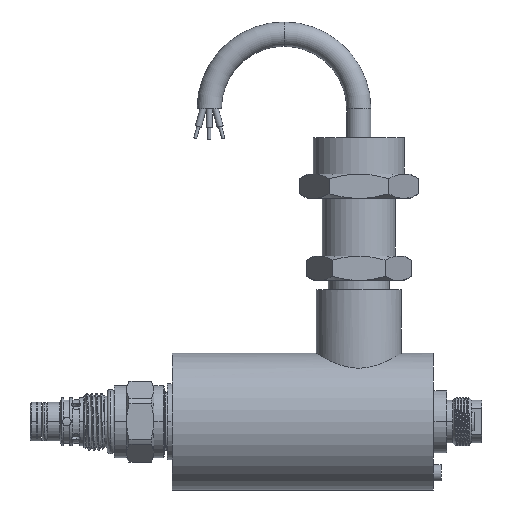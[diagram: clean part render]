
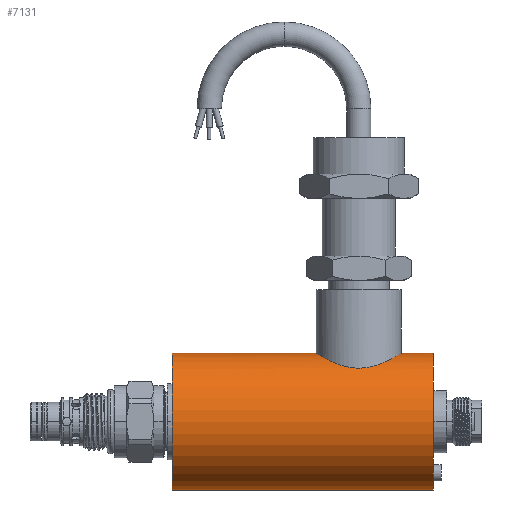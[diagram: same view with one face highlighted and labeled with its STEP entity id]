
A CAD part, front view. The second image highlights one B-rep face of the part: STEP entity #7131.
In plain terms, the highlighted cylindrical face has radius 22.5 mm (diameter 45 mm), a partial arc.
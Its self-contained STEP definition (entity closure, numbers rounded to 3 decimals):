
#53 = CARTESIAN_POINT ( 'NONE',  ( 15.5, 0., -22.5 ) ) ;
#126 = FACE_OUTER_BOUND ( 'NONE', #1040, .T. ) ;
#217 = ORIENTED_EDGE ( 'NONE', *, *, #8806, .F. ) ;
#764 = CARTESIAN_POINT ( 'NONE',  ( 82.026, -13.075, 18.313 ) ) ;
#1040 = EDGE_LOOP ( 'NONE', ( #4212, #6694, #217, #4059, #12027, #14407 ) ) ;
#1149 = CARTESIAN_POINT ( 'NONE',  ( 101.5, 0., -22.5 ) ) ;
#1205 = DIRECTION ( 'NONE',  ( 1., 0., 0. ) ) ;
#1814 = DIRECTION ( 'NONE',  ( -1., 0., 0. ) ) ;
#1902 = CARTESIAN_POINT ( 'NONE',  ( 85.541, -11.101, 19.573 ) ) ;
#1959 = CARTESIAN_POINT ( 'NONE',  ( 74.669, -13.813, 17.762 ) ) ;
#2008 = CARTESIAN_POINT ( 'NONE',  ( 85.185, -11.367, 19.42 ) ) ;
#2056 = CARTESIAN_POINT ( 'NONE',  ( 76.069, -13.977, 17.632 ) ) ;
#2373 = CIRCLE ( 'NONE', #2591, 22.5 ) ;
#2560 = CARTESIAN_POINT ( 'NONE',  ( 90.625, -3.254, 22.268 ) ) ;
#2591 = AXIS2_PLACEMENT_3D ( 'NONE', #13606, #1205, #11401 ) ;
#2699 = DIRECTION ( 'NONE',  ( 1., 0., 0. ) ) ;
#2728 = CYLINDRICAL_SURFACE ( 'NONE', #8384, 22.5 ) ;
#2810 = CARTESIAN_POINT ( 'NONE',  ( 15.5, 0., 22.5 ) ) ;
#2972 = CARTESIAN_POINT ( 'NONE',  ( 77.476, -14., 17.614 ) ) ;
#3025 = CARTESIAN_POINT ( 'NONE',  ( 84.079, -12.111, 18.971 ) ) ;
#3071 = CARTESIAN_POINT ( 'NONE',  ( 89.715, -5.877, 21.723 ) ) ;
#3119 = CARTESIAN_POINT ( 'NONE',  ( 73.288, -13.532, 17.978 ) ) ;
#3174 = CARTESIAN_POINT ( 'NONE',  ( 70.734, -12.528, 18.691 ) ) ;
#4007 = LINE ( 'NONE', #13876, #10009 ) ;
#4059 = ORIENTED_EDGE ( 'NONE', *, *, #12564, .F. ) ;
#4074 = CARTESIAN_POINT ( 'NONE',  ( 90.072, -5.033, 21.934 ) ) ;
#4174 = CARTESIAN_POINT ( 'NONE',  ( 64.925, -7.1, 21.354 ) ) ;
#4191 = CARTESIAN_POINT ( 'NONE',  ( 15.5, 0., 0. ) ) ;
#4212 = ORIENTED_EDGE ( 'NONE', *, *, #6721, .F. ) ;
#4233 = CARTESIAN_POINT ( 'NONE',  ( 80.715, -13.506, 17.996 ) ) ;
#4774 = DIRECTION ( 'NONE',  ( 1., 0., 0. ) ) ;
#4859 = CARTESIAN_POINT ( 'NONE',  ( 15.5, 0., 0. ) ) ;
#5191 = CARTESIAN_POINT ( 'NONE',  ( 101.5, 0., 22.5 ) ) ;
#5263 = VERTEX_POINT ( 'NONE', #1149 ) ;
#5308 = CARTESIAN_POINT ( 'NONE',  ( 64.487, -6.295, 21.606 ) ) ;
#5335 = VECTOR ( 'NONE', #12433, 1000. ) ;
#5358 = CARTESIAN_POINT ( 'NONE',  ( 80.268, -13.621, 17.909 ) ) ;
#5411 = CARTESIAN_POINT ( 'NONE',  ( 83.293, -12.54, 18.687 ) ) ;
#5443 = CARTESIAN_POINT ( 'NONE',  ( 15.5, 0., -22.5 ) ) ;
#5543 = CIRCLE ( 'NONE', #7341, 22.5 ) ;
#5721 = VERTEX_POINT ( 'NONE', #10087 ) ;
#6323 = CARTESIAN_POINT ( 'NONE',  ( 77.947, -13.976, 17.633 ) ) ;
#6368 = CARTESIAN_POINT ( 'NONE',  ( 65.918, -8.602, 20.806 ) ) ;
#6419 = CARTESIAN_POINT ( 'NONE',  ( 79.357, -13.808, 17.765 ) ) ;
#6529 = CARTESIAN_POINT ( 'NONE',  ( 86.564, -10.233, 20.041 ) ) ;
#6694 = ORIENTED_EDGE ( 'NONE', *, *, #7533, .T. ) ;
#6721 = EDGE_CURVE ( 'NONE', #13251, #7740, #5543, .T. ) ;
#7131 = ADVANCED_FACE ( 'NONE', ( #126 ), #2728, .T. ) ;
#7341 = AXIS2_PLACEMENT_3D ( 'NONE', #4191, #1814, #8656 ) ;
#7441 = CARTESIAN_POINT ( 'NONE',  ( 69.94, -12.098, 18.972 ) ) ;
#7489 = CARTESIAN_POINT ( 'NONE',  ( 75.136, -13.883, 17.706 ) ) ;
#7533 = EDGE_CURVE ( 'NONE', #13251, #5263, #9041, .T. ) ;
#7548 = CARTESIAN_POINT ( 'NONE',  ( 63.024, -0.952, 22.485 ) ) ;
#7593 = CARTESIAN_POINT ( 'NONE',  ( 68.816, -11.367, 19.419 ) ) ;
#7740 = VERTEX_POINT ( 'NONE', #2810 ) ;
#7818 = VERTEX_POINT ( 'NONE', #5191 ) ;
#8384 = AXIS2_PLACEMENT_3D ( 'NONE', #4859, #4774, #12959 ) ;
#8399 = EDGE_CURVE ( 'NONE', #5721, #13753, #11752, .T. ) ;
#8533 = CARTESIAN_POINT ( 'NONE',  ( 68.458, -11.101, 19.573 ) ) ;
#8589 = CARTESIAN_POINT ( 'NONE',  ( 69.557, -11.866, 19.119 ) ) ;
#8640 = CARTESIAN_POINT ( 'NONE',  ( 88.842, -7.482, 21.223 ) ) ;
#8651 = CARTESIAN_POINT ( 'NONE',  ( 63., 0., 22.5 ) ) ;
#8656 = DIRECTION ( 'NONE',  ( 0., 0., -1. ) ) ;
#8692 = CARTESIAN_POINT ( 'NONE',  ( 63., -0.475, 22.5 ) ) ;
#8806 = EDGE_CURVE ( 'NONE', #7818, #5263, #2373, .T. ) ;
#9041 = LINE ( 'NONE', #53, #5335 ) ;
#9254 = CARTESIAN_POINT ( 'NONE',  ( 90.905, -1.876, 22.441 ) ) ;
#9723 = CARTESIAN_POINT ( 'NONE',  ( 65.161, -7.487, 21.222 ) ) ;
#9772 = CARTESIAN_POINT ( 'NONE',  ( 88.083, -8.602, 20.806 ) ) ;
#9833 = CARTESIAN_POINT ( 'NONE',  ( 89.08, -7.091, 21.358 ) ) ;
#9882 = CARTESIAN_POINT ( 'NONE',  ( 66.485, -9.286, 20.506 ) ) ;
#10009 = VECTOR ( 'NONE', #2699, 1000. ) ;
#10087 = CARTESIAN_POINT ( 'NONE',  ( 91., 0., 22.5 ) ) ;
#10395 = CARTESIAN_POINT ( 'NONE',  ( 90.507, -3.712, 22.196 ) ) ;
#10427 = CARTESIAN_POINT ( 'NONE',  ( 15.5, 0., 22.5 ) ) ;
#10474 = DIRECTION ( 'NONE',  ( 1., 0., 0. ) ) ;
#10490 = VECTOR ( 'NONE', #10474, 1000. ) ;
#10819 = CARTESIAN_POINT ( 'NONE',  ( 64.287, -5.881, 21.722 ) ) ;
#10872 = CARTESIAN_POINT ( 'NONE',  ( 81.593, -13.233, 18.198 ) ) ;
#10925 = CARTESIAN_POINT ( 'NONE',  ( 71.147, -12.726, 18.556 ) ) ;
#10976 = CARTESIAN_POINT ( 'NONE',  ( 90.231, -4.6, 22.029 ) ) ;
#11021 = CARTESIAN_POINT ( 'NONE',  ( 67.434, -10.232, 20.042 ) ) ;
#11054 = LINE ( 'NONE', #10427, #10490 ) ;
#11401 = DIRECTION ( 'NONE',  ( 0., 0., 1. ) ) ;
#11662 = CARTESIAN_POINT ( 'NONE',  ( 91., -0.944, 22.5 ) ) ;
#11752 = B_SPLINE_CURVE_WITH_KNOTS ( 'NONE', 3,
 ( #12733, #11662, #9254, #2560, #10395, #10976, #4074, #3071, #12041, #9833, #8640, #9772, #13063, #6529, #14391, #1902, #2008, #3025, #5411, #764, #10872, #4233, #5358, #6419, #11996, #6323, #2972, #13222, #2056, #7489, #1959, #3119, #14336, #10925, #3174, #7441, #8589, #7593, #8533, #14183, #11021, #9882, #6368, #9723, #4174, #5308, #10819, #13267, #13167, #14280, #12096, #7548, #8692, #14237 ),
 .UNSPECIFIED., .F., .F.,
 ( 4, 2, 2, 2, 2, 2, 2, 2, 2, 2, 2, 2, 2, 2, 2, 2, 2, 2, 2, 2, 2, 2, 2, 2, 2, 2, 4 ),
 ( 0.045, 0.048, 0.049, 0.051, 0.052, 0.053, 0.056, 0.058, 0.059, 0.062, 0.063, 0.065, 0.066, 0.067, 0.069, 0.07, 0.073, 0.075, 0.076, 0.077, 0.079, 0.082, 0.083, 0.084, 0.087, 0.089, 0.09 ),
 .UNSPECIFIED. ) ;
#11996 = CARTESIAN_POINT ( 'NONE',  ( 78.892, -13.88, 17.709 ) ) ;
#12027 = ORIENTED_EDGE ( 'NONE', *, *, #8399, .T. ) ;
#12041 = CARTESIAN_POINT ( 'NONE',  ( 89.516, -6.289, 21.607 ) ) ;
#12096 = CARTESIAN_POINT ( 'NONE',  ( 63.121, -1.898, 22.425 ) ) ;
#12433 = DIRECTION ( 'NONE',  ( 1., 0., 0. ) ) ;
#12564 = EDGE_CURVE ( 'NONE', #5721, #7818, #4007, .T. ) ;
#12733 = CARTESIAN_POINT ( 'NONE',  ( 91., 0., 22.5 ) ) ;
#12959 = DIRECTION ( 'NONE',  ( 0., 0., 1. ) ) ;
#13063 = CARTESIAN_POINT ( 'NONE',  ( 87.514, -9.288, 20.506 ) ) ;
#13167 = CARTESIAN_POINT ( 'NONE',  ( 63.476, -3.739, 22.206 ) ) ;
#13222 = CARTESIAN_POINT ( 'NONE',  ( 76.537, -14., 17.614 ) ) ;
#13251 = VERTEX_POINT ( 'NONE', #5443 ) ;
#13267 = CARTESIAN_POINT ( 'NONE',  ( 63.751, -4.617, 22.038 ) ) ;
#13574 = EDGE_CURVE ( 'NONE', #7740, #13753, #11054, .T. ) ;
#13606 = CARTESIAN_POINT ( 'NONE',  ( 101.5, 0., 0. ) ) ;
#13753 = VERTEX_POINT ( 'NONE', #8651 ) ;
#13876 = CARTESIAN_POINT ( 'NONE',  ( 15.5, 0., 22.5 ) ) ;
#14183 = CARTESIAN_POINT ( 'NONE',  ( 67.768, -10.534, 19.884 ) ) ;
#14237 = CARTESIAN_POINT ( 'NONE',  ( 63., 0., 22.5 ) ) ;
#14280 = CARTESIAN_POINT ( 'NONE',  ( 63.194, -2.367, 22.38 ) ) ;
#14336 = CARTESIAN_POINT ( 'NONE',  ( 72.41, -13.258, 18.184 ) ) ;
#14391 = CARTESIAN_POINT ( 'NONE',  ( 86.231, -10.535, 19.884 ) ) ;
#14407 = ORIENTED_EDGE ( 'NONE', *, *, #13574, .F. ) ;
